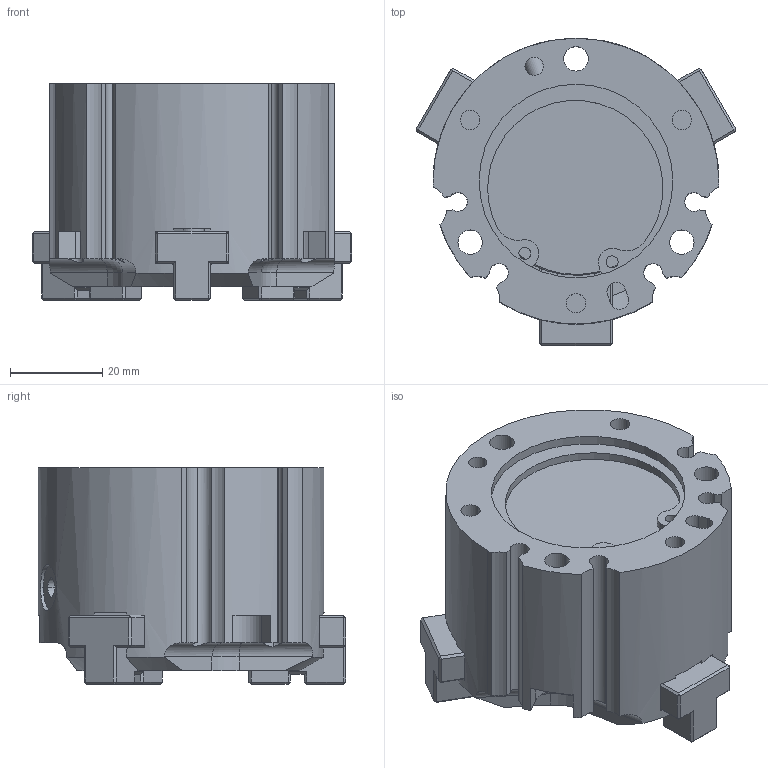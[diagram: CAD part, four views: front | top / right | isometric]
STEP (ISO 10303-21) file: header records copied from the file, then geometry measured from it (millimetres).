
FILE_DESCRIPTION (( 'STEP AP203' ), '1' );
FILE_NAME ('GC-403.STEP', '2019-09-19T01:31:51', ( 'user' ), ( '' ), 'SwSTEP 2.0', 'SolidWorks 2014', '' );
FILE_SCHEMA (( 'CONFIG_CONTROL_DESIGN' ));
Length unit declared in the file: millimetre
Products named in the file (1): GC-403
Bounding box: 69.21 x 66.66 x 47 mm (x, y, z)
Surface area: 28222.4 mm2 (no closed solid volume)
Topology: 0 solids, 12 shells, 464 faces, 1339 edges, 877 vertices
Faces by surface type: plane 293, cylinder 123, cone 25, torus 17, bspline 6
Entity records: 15960 total; most frequent: CARTESIAN_POINT 3996, DIRECTION 2446, ORIENTED_EDGE 2311, EDGE_CURVE 1339, LINE 880, VECTOR 880, VERTEX_POINT 877, AXIS2_PLACEMENT_3D 783
